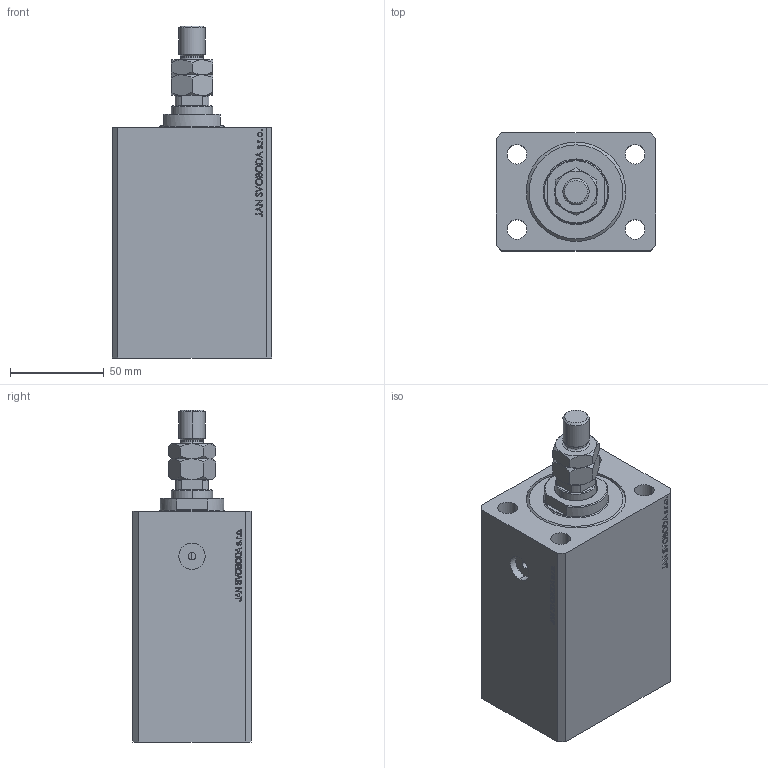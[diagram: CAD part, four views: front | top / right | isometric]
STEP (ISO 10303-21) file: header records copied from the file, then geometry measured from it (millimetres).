
FILE_DESCRIPTION (( 'STEP AP203' ), '1' );
FILE_NAME ('5bb0.STEP', '2022-04-09T15:38:19', ( '' ), ( '' ), 'SwSTEP 2.0', 'SolidWorks 2019', '' );
FILE_SCHEMA (( 'CONFIG_CONTROL_DESIGN' ));
Length unit declared in the file: millimetre
Products named in the file (5): V250CE_C_VCP 1eb9eba773e113a9cb84f54f420d5934; V250CE_C_Body 1eb9eba773e113a9cb84f54f420d5934; 5bb0; V250CE_VC_C 1eb9eba773e113a9cb84f54f420d5934; MTA 1eb9eba773e113a9cb84f54f420d5934
Assembly tree (4 placements, depth 2):
  5bb0
    V250CE_C_Body 1eb9eba773e113a9cb84f54f420d5934
    V250CE_C_VCP 1eb9eba773e113a9cb84f54f420d5934
    V250CE_VC_C 1eb9eba773e113a9cb84f54f420d5934
    MTA 1eb9eba773e113a9cb84f54f420d5934
Bounding box: 85 x 63 x 176.9 mm (x, y, z)
Volume: 583575.4 mm3; surface area: 107795.1 mm2
Topology: 4 solids, 4 shells, 917 faces, 2350 edges, 1545 vertices
Faces by surface type: plane 443, bspline 374, cylinder 50, cone 42, torus 8
Entity records: 46199 total; most frequent: CARTESIAN_POINT 25969, ORIENTED_EDGE 4696, DIRECTION 2782, EDGE_CURVE 2348, VERTEX_POINT 1545, LINE 1386, VECTOR 1386, EDGE_LOOP 1039
